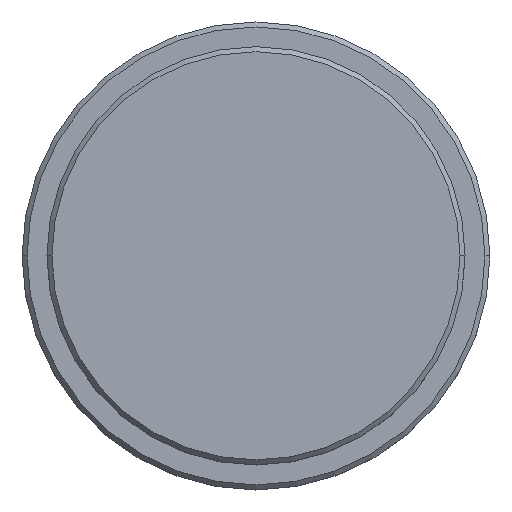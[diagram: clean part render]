
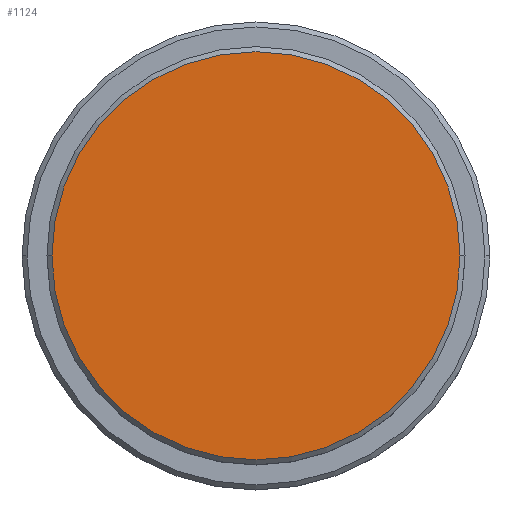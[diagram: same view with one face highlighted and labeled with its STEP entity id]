
A CAD part, top view. The second image highlights one B-rep face of the part: STEP entity #1124.
In plain terms, the highlighted planar face has unit normal (0, 0, 1).
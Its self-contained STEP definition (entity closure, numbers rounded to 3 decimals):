
#102 = DIRECTION ( 'NONE',  ( 0., 0., 1. ) ) ;
#203 = FACE_OUTER_BOUND ( 'NONE', #568, .T. ) ;
#322 = DIRECTION ( 'NONE',  ( 1., 0., 0. ) ) ;
#424 = EDGE_CURVE ( 'NONE', #1285, #664, #489, .T. ) ;
#442 = CIRCLE ( 'NONE', #1237, 20.5 ) ;
#489 = CIRCLE ( 'NONE', #969, 20.5 ) ;
#552 = PLANE ( 'NONE',  #827 ) ;
#568 = EDGE_LOOP ( 'NONE', ( #1207, #594 ) ) ;
#594 = ORIENTED_EDGE ( 'NONE', *, *, #1141, .T. ) ;
#660 = DIRECTION ( 'NONE',  ( 1., 0., 0. ) ) ;
#664 = VERTEX_POINT ( 'NONE', #855 ) ;
#705 = CARTESIAN_POINT ( 'NONE',  ( -20.5, 0., 0. ) ) ;
#758 = CARTESIAN_POINT ( 'NONE',  ( 0., 0., 0. ) ) ;
#827 = AXIS2_PLACEMENT_3D ( 'NONE', #1297, #961, #660 ) ;
#855 = CARTESIAN_POINT ( 'NONE',  ( 20.5, 0., 0. ) ) ;
#961 = DIRECTION ( 'NONE',  ( 0., 0., 1. ) ) ;
#969 = AXIS2_PLACEMENT_3D ( 'NONE', #758, #1192, #1293 ) ;
#991 = CARTESIAN_POINT ( 'NONE',  ( 0., 0., 0. ) ) ;
#1124 = ADVANCED_FACE ( 'NONE', ( #203 ), #552, .T. ) ;
#1141 = EDGE_CURVE ( 'NONE', #664, #1285, #442, .T. ) ;
#1192 = DIRECTION ( 'NONE',  ( 0., 0., 1. ) ) ;
#1207 = ORIENTED_EDGE ( 'NONE', *, *, #424, .T. ) ;
#1237 = AXIS2_PLACEMENT_3D ( 'NONE', #991, #102, #322 ) ;
#1285 = VERTEX_POINT ( 'NONE', #705 ) ;
#1293 = DIRECTION ( 'NONE',  ( 1., 0., 0. ) ) ;
#1297 = CARTESIAN_POINT ( 'NONE',  ( 0., 0., 0. ) ) ;
